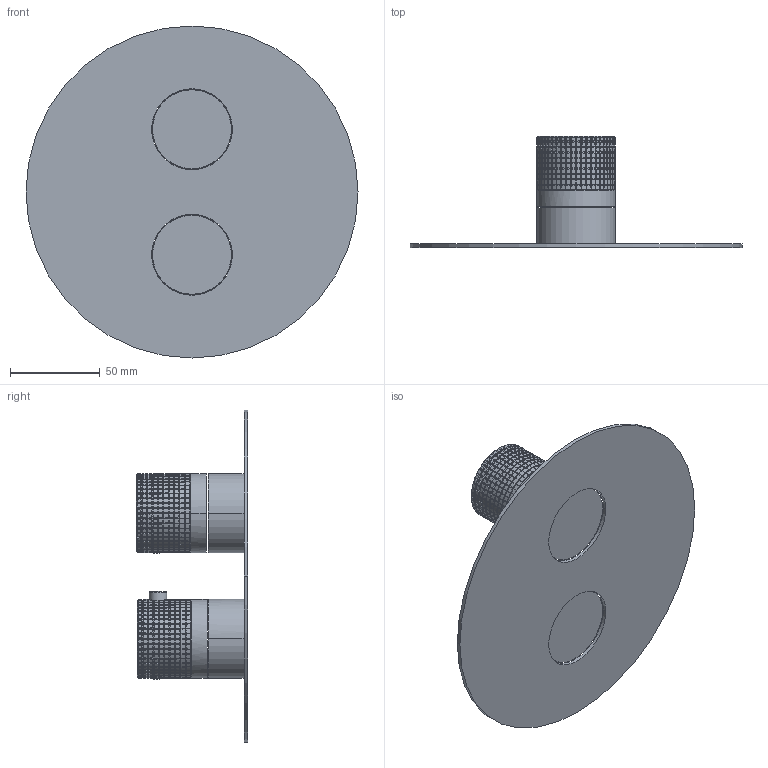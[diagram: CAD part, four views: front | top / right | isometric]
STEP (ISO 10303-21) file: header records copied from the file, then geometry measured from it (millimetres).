
FILE_DESCRIPTION(('CATIA V5 STEP Exchange','CAx-IF Rec.Pracs.--- Model Styling and Organization---1.5--- 2016-08-15','CAx-IF Rec.Pracs.---Supplemental Geometry---1.0---2011-11-01','CAx-IF Rec.Pracs.--- Composite Materials ---3.4---2017-06-13','CAx-IF Rec.Pracs.---Tessellated 3D Geometry---1.0---2015-12-17'),'2;1');
FILE_NAME('X1 00730.stp','2022-09-15T12:54:29+00:00',('none'),('none'),'CATIA Version 5-6 Release 2020 SP2','CATIA V5 STEP AP242 v2','none');
FILE_SCHEMA(('AP242_MANAGED_MODEL_BASED_3D_ENGINEERING_MIM_LF {1 0 10303 442 1 1 4}'));
Products named in the file (7): X1 00730; P47261; PR9C215; P47273; P47275; P50533; Standard_PART
Assembly tree (7 placements, depth 3):
  X1 00730
    P47261
    PR9C215
      P47273
      P47275
    P50533  x2
    Standard_PART
Bounding box: 185 x 62 x 185 mm (x, y, z)
Volume: 178590.2 mm3; surface area: 86499 mm2
Topology: 8 solids, 8 shells, 5708 faces, 18060 edges, 12372 vertices
Faces by surface type: plane 1855, cone 1410, cylinder 1022, extrusion 981, torus 414, bspline 20, sphere 6
Entity records: 210200 total; most frequent: CARTESIAN_POINT 84853, ORIENTED_EDGE 35908, EDGE_CURVE 17954, B_SPLINE_CURVE_WITH_KNOTS 12714, VERTEX_POINT 12305, DIRECTION 8202, EDGE_LOOP 5691, ADVANCED_FACE 5671
